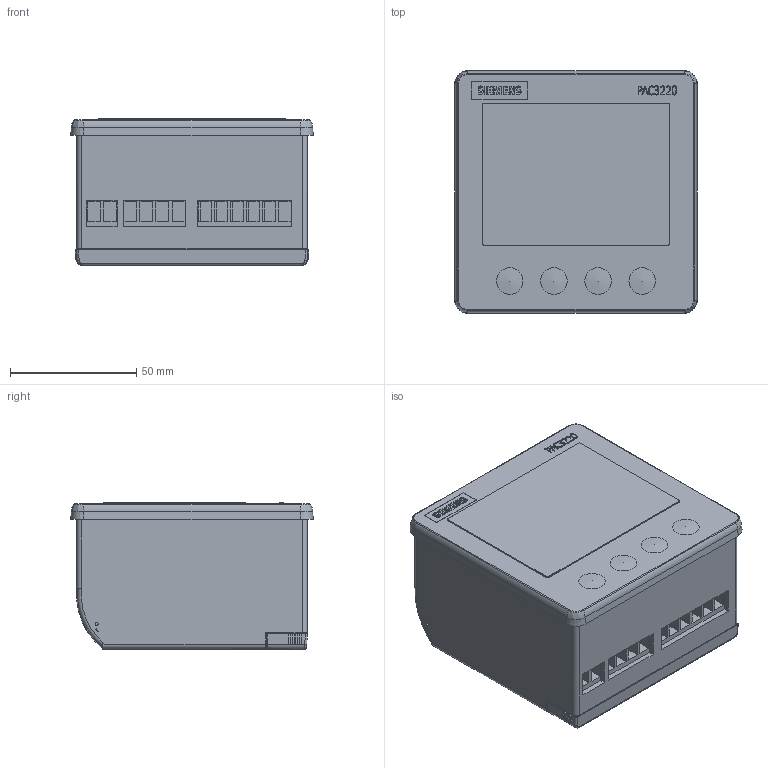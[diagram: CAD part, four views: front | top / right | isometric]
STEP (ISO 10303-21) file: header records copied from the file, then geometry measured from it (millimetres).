
FILE_DESCRIPTION(('STEP AP214'),'1');
FILE_NAME('cctmp_8F9210D7-17AF-467F-A11C-C48248753F34_2023_07_22_12_13_55_0085..stp','2023-07-22T10:13:57',('SIEMENS A&D'),('CADClick - www.CADClick.com'),'Spatial InterOp 3D postprocessed',' ','unknown authorization');
FILE_SCHEMA(('AUTOMOTIVE_DESIGN'));
Length unit declared in the file: millimetre
Products named in the file (4): cc_unnamed; 2023_07_22_12_13_54_0976; 2023_07_22_12_13_54_0972; 2023_07_22_12_13_54_0968
Assembly tree (3 placements, depth 2):
  cc_unnamed
    2023_07_22_12_13_54_0976
    2023_07_22_12_13_54_0972
    2023_07_22_12_13_54_0968
Bounding box: 96.13 x 96.16 x 58.02 mm (x, y, z)
Volume: 456263.8 mm3; surface area: 58245.8 mm2
Topology: 3 solids, 6 shells, 2959 faces, 8271 edges, 5502 vertices
Faces by surface type: plane 2182, extrusion 407, cylinder 307, torus 27, bspline 17, cone 15, sphere 4
Full cylindrical faces by diameter (mm): 2.46 x2, 5 x1
Entity records: 106935 total; most frequent: CARTESIAN_POINT 22580, ORIENTED_EDGE 16506, DIRECTION 13523, EDGE_CURVE 8253, VECTOR 6799, LINE 6392, VERTEX_POINT 5494, EDGE_LOOP 3425
